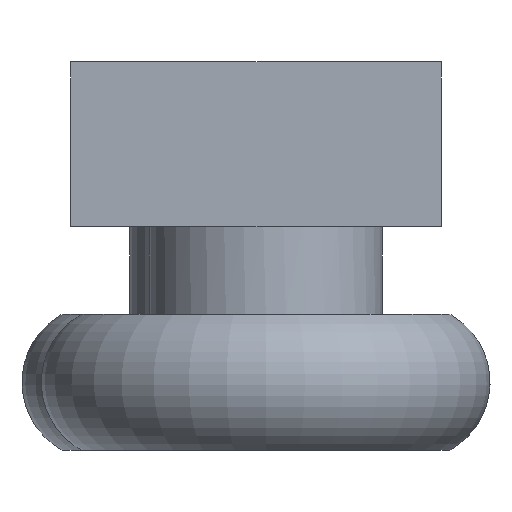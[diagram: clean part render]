
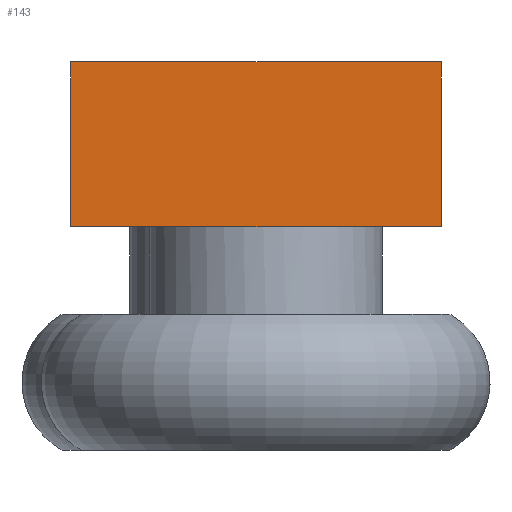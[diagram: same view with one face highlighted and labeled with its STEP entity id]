
A CAD part, left-side view. The second image highlights one B-rep face of the part: STEP entity #143.
In plain terms, the highlighted planar face has unit normal (-1, 0, 0).
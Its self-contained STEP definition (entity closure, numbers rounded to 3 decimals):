
#143 = ADVANCED_FACE( '', ( #193 ), #194, .F. );
#193 = FACE_OUTER_BOUND( '', #269, .T. );
#194 = PLANE( '', #270 );
#269 = EDGE_LOOP( '', ( #383, #384, #385, #386 ) );
#270 = AXIS2_PLACEMENT_3D( '', #387, #388, #389 );
#383 = ORIENTED_EDGE( '', *, *, #473, .F. );
#384 = ORIENTED_EDGE( '', *, *, #466, .F. );
#385 = ORIENTED_EDGE( '', *, *, #489, .F. );
#386 = ORIENTED_EDGE( '', *, *, #477, .F. );
#387 = CARTESIAN_POINT( '', ( 0., 0., 0. ) );
#388 = DIRECTION( '', ( 1., 0., 0. ) );
#389 = DIRECTION( '', ( 0., 0., -1. ) );
#466 = EDGE_CURVE( '', #507, #508, #509, .T. );
#473 = EDGE_CURVE( '', #508, #521, #522, .T. );
#477 = EDGE_CURVE( '', #521, #528, #529, .T. );
#489 = EDGE_CURVE( '', #528, #507, #548, .T. );
#507 = VERTEX_POINT( '', #571 );
#508 = VERTEX_POINT( '', #572 );
#509 = LINE( '', #573, #574 );
#521 = VERTEX_POINT( '', #589 );
#522 = LINE( '', #590, #591 );
#528 = VERTEX_POINT( '', #599 );
#529 = LINE( '', #600, #601 );
#548 = LINE( '', #623, #624 );
#571 = CARTESIAN_POINT( '', ( 0., -9.55, 8. ) );
#572 = CARTESIAN_POINT( '', ( 0., 9.55, 8. ) );
#573 = CARTESIAN_POINT( '', ( 0., -9.55, 8. ) );
#574 = VECTOR( '', #649, 1000. );
#589 = CARTESIAN_POINT( '', ( 0., 9.55, 16.5 ) );
#590 = CARTESIAN_POINT( '', ( 0., 9.55, 8. ) );
#591 = VECTOR( '', #662, 1000. );
#599 = CARTESIAN_POINT( '', ( 0., -9.55, 16.5 ) );
#600 = CARTESIAN_POINT( '', ( 0., 9.55, 16.5 ) );
#601 = VECTOR( '', #668, 1000. );
#623 = CARTESIAN_POINT( '', ( 0., -9.55, 16.5 ) );
#624 = VECTOR( '', #696, 1000. );
#649 = DIRECTION( '', ( 0., 1., 0. ) );
#662 = DIRECTION( '', ( 0., 0., 1. ) );
#668 = DIRECTION( '', ( 0., -1., 0. ) );
#696 = DIRECTION( '', ( 0., 0., -1. ) );
